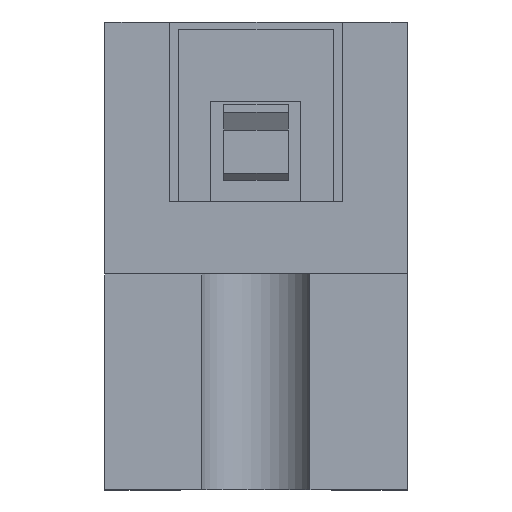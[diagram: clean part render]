
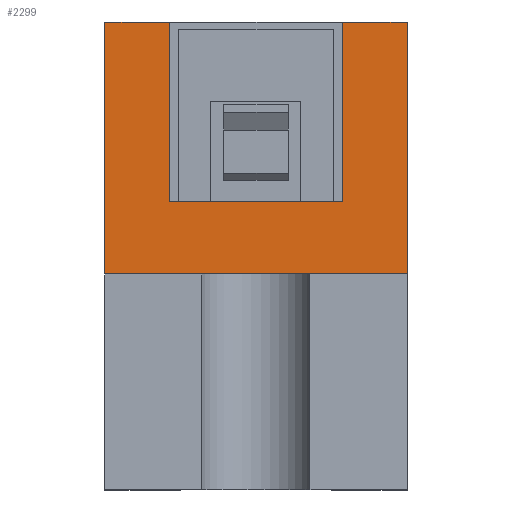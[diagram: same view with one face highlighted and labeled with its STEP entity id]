
A CAD part, left-side view. The second image highlights one B-rep face of the part: STEP entity #2299.
In plain terms, the highlighted planar face has unit normal (-1, 0, 0).
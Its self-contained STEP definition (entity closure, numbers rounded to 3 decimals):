
#2299 = ADVANCED_FACE( '', ( #4513 ), #4514, .T. );
#4513 = FACE_OUTER_BOUND( '', #6778, .T. );
#4514 = PLANE( '', #6779 );
#6778 = EDGE_LOOP( '', ( #12930, #12931, #12932, #12933, #12934, #12935, #12936, #12937 ) );
#6779 = AXIS2_PLACEMENT_3D( '', #12938, #12939, #12940 );
#12930 = ORIENTED_EDGE( '', *, *, #15146, .F. );
#12931 = ORIENTED_EDGE( '', *, *, #15646, .T. );
#12932 = ORIENTED_EDGE( '', *, *, #17023, .T. );
#12933 = ORIENTED_EDGE( '', *, *, #15168, .T. );
#12934 = ORIENTED_EDGE( '', *, *, #15628, .F. );
#12935 = ORIENTED_EDGE( '', *, *, #17024, .T. );
#12936 = ORIENTED_EDGE( '', *, *, #16417, .T. );
#12937 = ORIENTED_EDGE( '', *, *, #15164, .T. );
#12938 = CARTESIAN_POINT( '', ( -30.55, -4.2, -5. ) );
#12939 = DIRECTION( '', ( -1., 0., 0. ) );
#12940 = DIRECTION( '', ( 0., 0., 1. ) );
#15146 = EDGE_CURVE( '', #18579, #18581, #18582, .T. );
#15164 = EDGE_CURVE( '', #18613, #18581, #18614, .T. );
#15168 = EDGE_CURVE( '', #18621, #18619, #18622, .T. );
#15628 = EDGE_CURVE( '', #19358, #18619, #19360, .T. );
#15646 = EDGE_CURVE( '', #18579, #19388, #19390, .T. );
#16417 = EDGE_CURVE( '', #20513, #18613, #20514, .T. );
#17023 = EDGE_CURVE( '', #19388, #18621, #21274, .T. );
#17024 = EDGE_CURVE( '', #19358, #20513, #21275, .T. );
#18579 = VERTEX_POINT( '', #23410 );
#18581 = VERTEX_POINT( '', #23413 );
#18582 = LINE( '', #23414, #23415 );
#18613 = VERTEX_POINT( '', #23460 );
#18614 = LINE( '', #23461, #23462 );
#18619 = VERTEX_POINT( '', #23469 );
#18621 = VERTEX_POINT( '', #23472 );
#18622 = LINE( '', #23473, #23474 );
#19358 = VERTEX_POINT( '', #24555 );
#19360 = LINE( '', #24558, #24559 );
#19388 = VERTEX_POINT( '', #24599 );
#19390 = LINE( '', #24602, #24603 );
#20513 = VERTEX_POINT( '', #26257 );
#20514 = LINE( '', #26258, #26259 );
#21274 = LINE( '', #27400, #27401 );
#21275 = LINE( '', #27402, #27403 );
#23410 = CARTESIAN_POINT( '', ( -30.55, 4.2, -2. ) );
#23413 = CARTESIAN_POINT( '', ( -30.55, 4.2, 5. ) );
#23414 = CARTESIAN_POINT( '', ( -30.55, 4.2, -5. ) );
#23415 = VECTOR( '', #28491, 1000. );
#23460 = CARTESIAN_POINT( '', ( -30.55, 2.4, 5. ) );
#23461 = CARTESIAN_POINT( '', ( -30.55, -4.2, 5. ) );
#23462 = VECTOR( '', #28506, 1000. );
#23469 = CARTESIAN_POINT( '', ( -30.55, -2.4, 5. ) );
#23472 = CARTESIAN_POINT( '', ( -30.55, -4.2, 5. ) );
#23473 = CARTESIAN_POINT( '', ( -30.55, -4.2, 5. ) );
#23474 = VECTOR( '', #28510, 1000. );
#24555 = CARTESIAN_POINT( '', ( -30.55, -2.4, 0. ) );
#24558 = CARTESIAN_POINT( '', ( -30.55, -2.4, 0. ) );
#24559 = VECTOR( '', #28902, 1000. );
#24599 = CARTESIAN_POINT( '', ( -30.55, -4.2, -2. ) );
#24602 = CARTESIAN_POINT( '', ( -30.55, 4.2, -2. ) );
#24603 = VECTOR( '', #28919, 1000. );
#26257 = CARTESIAN_POINT( '', ( -30.55, 2.4, 0. ) );
#26258 = CARTESIAN_POINT( '', ( -30.55, 2.4, 0. ) );
#26259 = VECTOR( '', #29613, 1000. );
#27400 = CARTESIAN_POINT( '', ( -30.55, -4.2, -5. ) );
#27401 = VECTOR( '', #30118, 1000. );
#27402 = CARTESIAN_POINT( '', ( -30.55, -2.4, 0. ) );
#27403 = VECTOR( '', #30119, 1000. );
#28491 = DIRECTION( '', ( 0., 0., 1. ) );
#28506 = DIRECTION( '', ( 0., 1., 0. ) );
#28510 = DIRECTION( '', ( 0., 1., 0. ) );
#28902 = DIRECTION( '', ( 0., 0., 1. ) );
#28919 = DIRECTION( '', ( 0., -1., 0. ) );
#29613 = DIRECTION( '', ( 0., 0., 1. ) );
#30118 = DIRECTION( '', ( 0., 0., 1. ) );
#30119 = DIRECTION( '', ( 0., 1., 0. ) );
